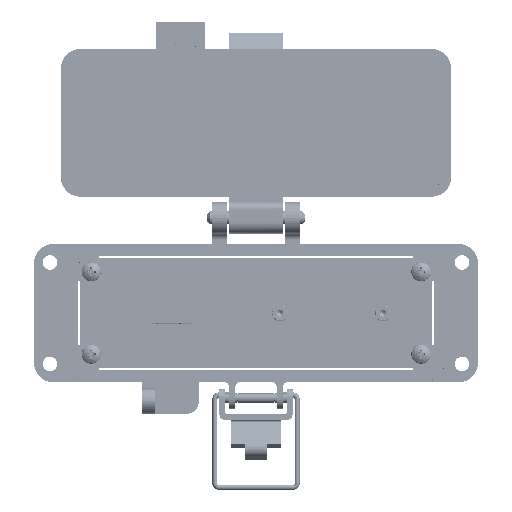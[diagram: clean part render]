
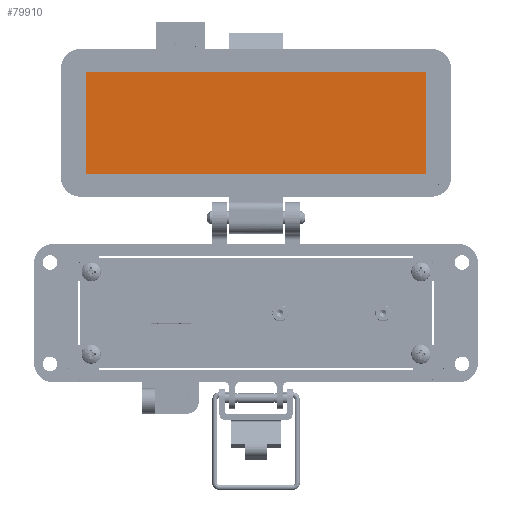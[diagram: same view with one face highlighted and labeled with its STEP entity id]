
A CAD part, top view. The second image highlights one B-rep face of the part: STEP entity #79910.
In plain terms, the highlighted planar face has unit normal (0, 0, 1).
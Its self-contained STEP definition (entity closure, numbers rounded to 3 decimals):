
#3282 = VECTOR ( 'NONE', #97232, 1000. ) ;
#7905 = VECTOR ( 'NONE', #109936, 1000. ) ;
#25070 = VECTOR ( 'NONE', #104004, 1000. ) ;
#26795 = AXIS2_PLACEMENT_3D ( 'NONE', #104181, #103481, #113958 ) ;
#28830 = PLANE ( 'NONE',  #26795 ) ;
#33001 = LINE ( 'NONE', #63731, #3282 ) ;
#34563 = LINE ( 'NONE', #66011, #7905 ) ;
#47580 = CARTESIAN_POINT ( 'NONE',  ( 53.75, 67.154, -25.55 ) ) ;
#48619 = VERTEX_POINT ( 'NONE', #126162 ) ;
#61599 = FACE_OUTER_BOUND ( 'NONE', #89207, .T. ) ;
#63341 = EDGE_CURVE ( 'NONE', #96932, #137079, #34563, .T. ) ;
#63731 = CARTESIAN_POINT ( 'NONE',  ( -8.5, 83.154, -25.55 ) ) ;
#66011 = CARTESIAN_POINT ( 'NONE',  ( -53.75, 67.154, -25.55 ) ) ;
#69186 = LINE ( 'NONE', #113084, #25070 ) ;
#79910 = ADVANCED_FACE ( 'NONE', ( #61599 ), #28830, .T. ) ;
#82906 = CARTESIAN_POINT ( 'NONE',  ( -53.75, 83.154, -25.55 ) ) ;
#88824 = DIRECTION ( 'NONE',  ( 0., -1., 0. ) ) ;
#89207 = EDGE_LOOP ( 'NONE', ( #110352, #111321, #122999, #111481 ) ) ;
#89763 = CARTESIAN_POINT ( 'NONE',  ( 53.75, 83.154, -25.55 ) ) ;
#89849 = EDGE_CURVE ( 'NONE', #93113, #48619, #131371, .T. ) ;
#93113 = VERTEX_POINT ( 'NONE', #89763 ) ;
#94915 = CARTESIAN_POINT ( 'NONE',  ( -53.75, 51.154, -25.55 ) ) ;
#96932 = VERTEX_POINT ( 'NONE', #94915 ) ;
#97232 = DIRECTION ( 'NONE',  ( 1., 0., 0. ) ) ;
#101749 = EDGE_CURVE ( 'NONE', #48619, #96932, #69186, .T. ) ;
#103481 = DIRECTION ( 'NONE',  ( 0., 0., 1. ) ) ;
#104004 = DIRECTION ( 'NONE',  ( -1., 0., 0. ) ) ;
#104181 = CARTESIAN_POINT ( 'NONE',  ( -8.5, 67.154, -25.55 ) ) ;
#109936 = DIRECTION ( 'NONE',  ( 0., 1., 0. ) ) ;
#110352 = ORIENTED_EDGE ( 'NONE', *, *, #116766, .F. ) ;
#111321 = ORIENTED_EDGE ( 'NONE', *, *, #63341, .F. ) ;
#111481 = ORIENTED_EDGE ( 'NONE', *, *, #89849, .F. ) ;
#113084 = CARTESIAN_POINT ( 'NONE',  ( 42., 51.154, -25.55 ) ) ;
#113958 = DIRECTION ( 'NONE',  ( 0., -1., 0. ) ) ;
#116766 = EDGE_CURVE ( 'NONE', #137079, #93113, #33001, .T. ) ;
#122999 = ORIENTED_EDGE ( 'NONE', *, *, #101749, .F. ) ;
#123933 = VECTOR ( 'NONE', #88824, 1000. ) ;
#126162 = CARTESIAN_POINT ( 'NONE',  ( 53.75, 51.154, -25.55 ) ) ;
#131371 = LINE ( 'NONE', #47580, #123933 ) ;
#137079 = VERTEX_POINT ( 'NONE', #82906 ) ;
